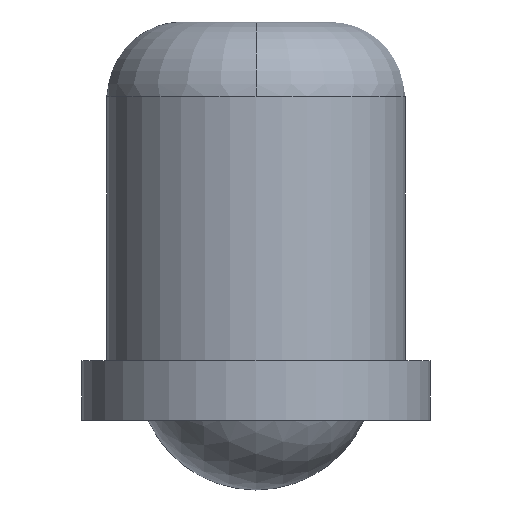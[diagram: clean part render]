
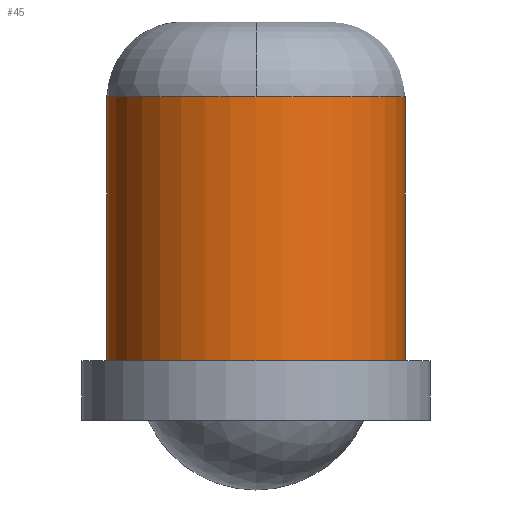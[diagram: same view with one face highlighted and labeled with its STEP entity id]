
A CAD part, front view. The second image highlights one B-rep face of the part: STEP entity #45.
In plain terms, the highlighted cylindrical face has radius 1.5 mm (diameter 3 mm), a partial arc.
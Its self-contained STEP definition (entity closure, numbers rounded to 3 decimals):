
#45=ADVANCED_FACE('',(#98),#99,.T.);
#98=FACE_OUTER_BOUND('',#160,.T.);
#99=CYLINDRICAL_SURFACE('',#161,1.5);
#160=EDGE_LOOP('',(#227,#228,#229,#230,#231));
#161=AXIS2_PLACEMENT_3D('',#232,#233,#234);
#227=ORIENTED_EDGE('',*,*,#355,.F.);
#228=ORIENTED_EDGE('',*,*,#352,.T.);
#229=ORIENTED_EDGE('',*,*,#356,.T.);
#230=ORIENTED_EDGE('',*,*,#357,.F.);
#231=ORIENTED_EDGE('',*,*,#358,.F.);
#232=CARTESIAN_POINT('',(0.,0.0,2.625));
#233=DIRECTION('',(0.,0.0,-1.0));
#234=DIRECTION('',(1.0,0.,0.));
#352=EDGE_CURVE('',#410,#408,#411,.T.);
#355=EDGE_CURVE('',#410,#414,#415,.T.);
#356=EDGE_CURVE('',#408,#416,#417,.T.);
#357=EDGE_CURVE('',#418,#416,#419,.T.);
#358=EDGE_CURVE('',#414,#418,#420,.T.);
#408=VERTEX_POINT('',#481);
#410=VERTEX_POINT('',#483);
#411=CIRCLE('',#484,1.5);
#414=VERTEX_POINT('',#487);
#415=LINE('',#488,#489);
#416=VERTEX_POINT('',#490);
#417=CIRCLE('',#491,1.5);
#418=VERTEX_POINT('',#492);
#419=LINE('',#493,#494);
#420=CIRCLE('',#495,1.5);
#481=CARTESIAN_POINT('',(0.,-1.5,3.95));
#483=CARTESIAN_POINT('',(1.5,0.,3.95));
#484=AXIS2_PLACEMENT_3D('',#566,#567,#568);
#487=CARTESIAN_POINT('',(1.5,0.,1.3));
#488=CARTESIAN_POINT('',(1.5,0.,2.625));
#489=VECTOR('',#572,1.0);
#490=CARTESIAN_POINT('',(-1.5,0.,3.95));
#491=AXIS2_PLACEMENT_3D('',#573,#574,#575);
#492=CARTESIAN_POINT('',(-1.5,0.,1.3));
#493=CARTESIAN_POINT('',(-1.5,0.,2.625));
#494=VECTOR('',#576,1.0);
#495=AXIS2_PLACEMENT_3D('',#577,#578,#579);
#566=CARTESIAN_POINT('',(0.,0.0,3.95));
#567=DIRECTION('',(0.,0.,-1.0));
#568=DIRECTION('',(1.0,0.,0.));
#572=DIRECTION('',(0.,0.0,-1.0));
#573=CARTESIAN_POINT('',(0.,0.0,3.95));
#574=DIRECTION('',(0.,0.,-1.0));
#575=DIRECTION('',(1.0,0.,0.));
#576=DIRECTION('',(0.,-0.0,1.0));
#577=CARTESIAN_POINT('',(0.,0.0,1.3));
#578=DIRECTION('',(0.,0.0,-1.0));
#579=DIRECTION('',(1.0,0.,0.));
